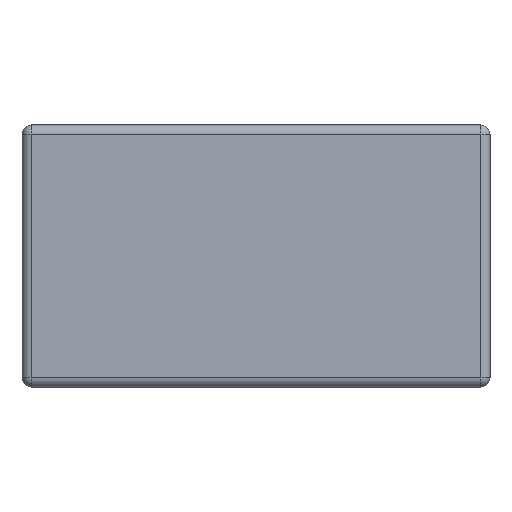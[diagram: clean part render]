
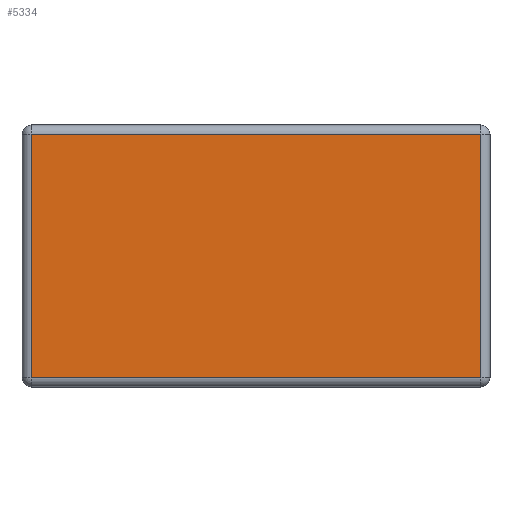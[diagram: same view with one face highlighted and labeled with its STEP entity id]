
A CAD part, front view. The second image highlights one B-rep face of the part: STEP entity #5334.
In plain terms, the highlighted planar face has unit normal (0, -1, 0).
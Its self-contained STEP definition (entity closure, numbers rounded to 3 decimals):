
#11 = AXIS2_PLACEMENT_3D ( 'NONE', #5323, #3589, #1335 ) ;
#241 = DIRECTION ( 'NONE',  ( 0., 0., -1. ) ) ;
#850 = EDGE_CURVE ( 'NONE', #4004, #2655, #4209, .T. ) ;
#886 = LINE ( 'NONE', #1098, #2628 ) ;
#894 = DIRECTION ( 'NONE',  ( 1., 0., 0. ) ) ;
#1098 = CARTESIAN_POINT ( 'NONE',  ( -36., -12.75, 42. ) ) ;
#1215 = LINE ( 'NONE', #4813, #3715 ) ;
#1321 = CARTESIAN_POINT ( 'NONE',  ( -37.5, -12.75, 40.5 ) ) ;
#1335 = DIRECTION ( 'NONE',  ( 0., 0., 1. ) ) ;
#1369 = FACE_OUTER_BOUND ( 'NONE', #5318, .T. ) ;
#1447 = CARTESIAN_POINT ( 'NONE',  ( -36., -12.75, 40.5 ) ) ;
#1598 = VECTOR ( 'NONE', #5314, 1000. ) ;
#2356 = CARTESIAN_POINT ( 'NONE',  ( -36., -12.75, 1.5 ) ) ;
#2628 = VECTOR ( 'NONE', #241, 1000. ) ;
#2655 = VERTEX_POINT ( 'NONE', #1447 ) ;
#2716 = EDGE_CURVE ( 'NONE', #2655, #4460, #886, .T. ) ;
#2959 = CARTESIAN_POINT ( 'NONE',  ( 36., -12.75, 1.5 ) ) ;
#2963 = DIRECTION ( 'NONE',  ( 0., 0., 1. ) ) ;
#3075 = ORIENTED_EDGE ( 'NONE', *, *, #3407, .T. ) ;
#3407 = EDGE_CURVE ( 'NONE', #4460, #4082, #1215, .T. ) ;
#3589 = DIRECTION ( 'NONE',  ( 0., 1., 0. ) ) ;
#3704 = CARTESIAN_POINT ( 'NONE',  ( 36., -12.75, 40.5 ) ) ;
#3715 = VECTOR ( 'NONE', #894, 1000. ) ;
#4004 = VERTEX_POINT ( 'NONE', #3704 ) ;
#4082 = VERTEX_POINT ( 'NONE', #2959 ) ;
#4209 = LINE ( 'NONE', #1321, #1598 ) ;
#4460 = VERTEX_POINT ( 'NONE', #2356 ) ;
#4627 = ORIENTED_EDGE ( 'NONE', *, *, #5143, .T. ) ;
#4808 = VECTOR ( 'NONE', #2963, 1000. ) ;
#4813 = CARTESIAN_POINT ( 'NONE',  ( 37.5, -12.75, 1.5 ) ) ;
#4887 = PLANE ( 'NONE',  #11 ) ;
#5077 = ORIENTED_EDGE ( 'NONE', *, *, #2716, .T. ) ;
#5086 = LINE ( 'NONE', #5555, #4808 ) ;
#5143 = EDGE_CURVE ( 'NONE', #4082, #4004, #5086, .T. ) ;
#5314 = DIRECTION ( 'NONE',  ( -1., 0., 0. ) ) ;
#5318 = EDGE_LOOP ( 'NONE', ( #4627, #5336, #5077, #3075 ) ) ;
#5323 = CARTESIAN_POINT ( 'NONE',  ( -37.5, -12.75, 42. ) ) ;
#5334 = ADVANCED_FACE ( 'NONE', ( #1369 ), #4887, .F. ) ;
#5336 = ORIENTED_EDGE ( 'NONE', *, *, #850, .T. ) ;
#5555 = CARTESIAN_POINT ( 'NONE',  ( 36., -12.75, 42. ) ) ;
